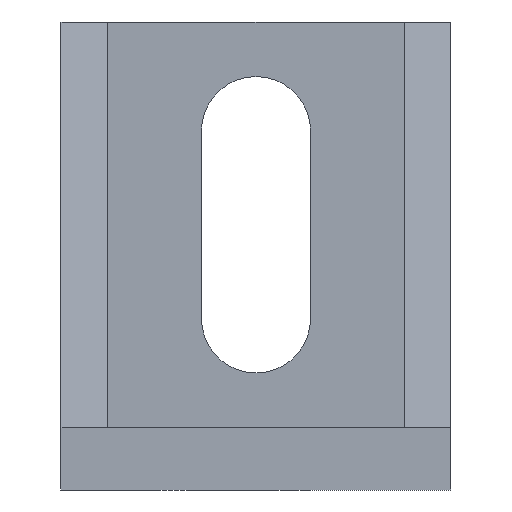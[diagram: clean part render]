
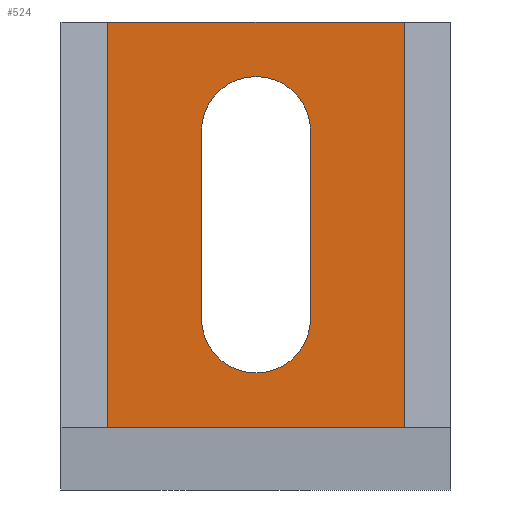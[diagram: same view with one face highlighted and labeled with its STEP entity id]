
A CAD part, front view. The second image highlights one B-rep face of the part: STEP entity #524.
In plain terms, the highlighted planar face has unit normal (0, -1, 0).
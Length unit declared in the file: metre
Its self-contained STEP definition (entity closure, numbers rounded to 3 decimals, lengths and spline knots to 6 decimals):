
#16=CIRCLE('',#568,0.0035);
#17=CIRCLE('',#569,0.0035);
#24=ORIENTED_EDGE('',*,*,#172,.T.);
#25=ORIENTED_EDGE('',*,*,#173,.F.);
#26=ORIENTED_EDGE('',*,*,#174,.F.);
#27=ORIENTED_EDGE('',*,*,#175,.F.);
#28=ORIENTED_EDGE('',*,*,#176,.F.);
#29=ORIENTED_EDGE('',*,*,#177,.T.);
#30=ORIENTED_EDGE('',*,*,#178,.T.);
#31=ORIENTED_EDGE('',*,*,#179,.F.);
#172=EDGE_CURVE('',#246,#247,#294,.T.);
#173=EDGE_CURVE('',#248,#247,#16,.T.);
#174=EDGE_CURVE('',#249,#248,#295,.T.);
#175=EDGE_CURVE('',#246,#249,#17,.T.);
#176=EDGE_CURVE('',#250,#251,#296,.T.);
#177=EDGE_CURVE('',#250,#252,#297,.T.);
#178=EDGE_CURVE('',#252,#253,#298,.T.);
#179=EDGE_CURVE('',#251,#253,#299,.T.);
#246=VERTEX_POINT('',#752);
#247=VERTEX_POINT('',#753);
#248=VERTEX_POINT('',#755);
#249=VERTEX_POINT('',#757);
#250=VERTEX_POINT('',#760);
#251=VERTEX_POINT('',#761);
#252=VERTEX_POINT('',#763);
#253=VERTEX_POINT('',#765);
#294=LINE('',#751,#360);
#295=LINE('',#756,#361);
#296=LINE('',#759,#362);
#297=LINE('',#762,#363);
#298=LINE('',#764,#364);
#299=LINE('',#766,#365);
#360=VECTOR('',#609,1.);
#361=VECTOR('',#612,1.);
#362=VECTOR('',#615,1.);
#363=VECTOR('',#616,1.);
#364=VECTOR('',#617,1.);
#365=VECTOR('',#618,1.);
#426=EDGE_LOOP('',(#24,#25,#26,#27));
#427=EDGE_LOOP('',(#28,#29,#30,#31));
#462=FACE_BOUND('',#426,.T.);
#463=FACE_BOUND('',#427,.T.);
#498=PLANE('',#567);
#524=ADVANCED_FACE('',(#462,#463),#498,.F.);
#567=AXIS2_PLACEMENT_3D('',#750,#607,#608);
#568=AXIS2_PLACEMENT_3D('',#754,#610,#611);
#569=AXIS2_PLACEMENT_3D('',#758,#613,#614);
#607=DIRECTION('',(0.,1.,0.));
#608=DIRECTION('',(0.,0.,1.));
#609=DIRECTION('',(0.,0.,-1.));
#610=DIRECTION('',(0.,-1.,0.));
#611=DIRECTION('',(0.,0.,-1.));
#612=DIRECTION('',(0.,0.,-1.));
#613=DIRECTION('',(0.,-1.,0.));
#614=DIRECTION('',(0.,0.,-1.));
#615=DIRECTION('',(0.,0.,-1.));
#616=DIRECTION('',(-1.,0.,0.));
#617=DIRECTION('',(0.,0.,-1.));
#618=DIRECTION('',(-1.,0.,0.));
#750=CARTESIAN_POINT('',(0.025,-0.004,0.017));
#751=CARTESIAN_POINT('',(0.016,-0.004,0.017));
#752=CARTESIAN_POINT('',(0.016,-0.004,0.023));
#753=CARTESIAN_POINT('',(0.016,-0.004,0.011));
#754=CARTESIAN_POINT('',(0.0125,-0.004,0.011));
#755=CARTESIAN_POINT('',(0.009,-0.004,0.011));
#756=CARTESIAN_POINT('',(0.009,-0.004,0.017));
#757=CARTESIAN_POINT('',(0.009,-0.004,0.023));
#758=CARTESIAN_POINT('',(0.0125,-0.004,0.023));
#759=CARTESIAN_POINT('',(0.022,-0.004,0.017));
#760=CARTESIAN_POINT('',(0.022,-0.004,0.03));
#761=CARTESIAN_POINT('',(0.022,-0.004,0.004));
#762=CARTESIAN_POINT('',(0.025,-0.004,0.03));
#763=CARTESIAN_POINT('',(0.003,-0.004,0.03));
#764=CARTESIAN_POINT('',(0.003,-0.004,0.017));
#765=CARTESIAN_POINT('',(0.003,-0.004,0.004));
#766=CARTESIAN_POINT('',(0.025,-0.004,0.004));
